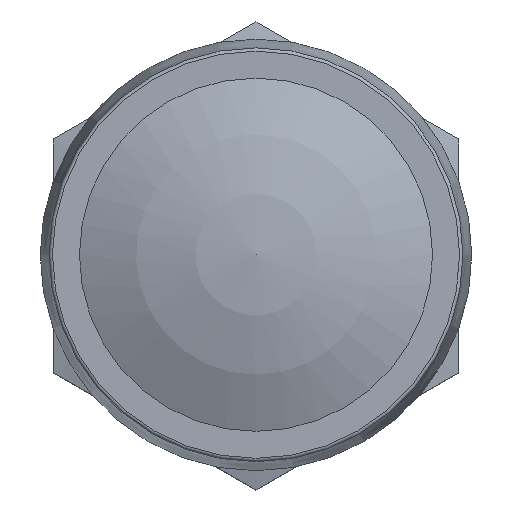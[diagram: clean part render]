
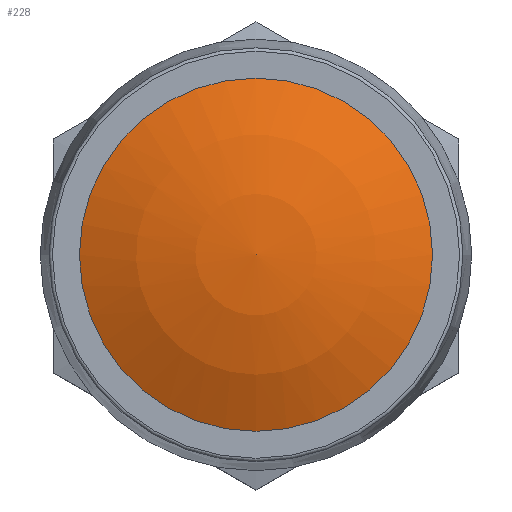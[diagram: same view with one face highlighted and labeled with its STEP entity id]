
A CAD part, top view. The second image highlights one B-rep face of the part: STEP entity #228.
In plain terms, the highlighted spherical face has radius 30 mm.
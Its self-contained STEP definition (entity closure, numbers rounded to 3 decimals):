
#228 = ADVANCED_FACE( '', ( #519 ), #520, .T. );
#519 = FACE_OUTER_BOUND( '', #858, .T. );
#520 = SPHERICAL_SURFACE( '', #859, 30. );
#858 = EDGE_LOOP( '', ( #1375 ) );
#859 = AXIS2_PLACEMENT_3D( '', #1376, #1377, #1378 );
#1375 = ORIENTED_EDGE( '', *, *, #1613, .T. );
#1376 = CARTESIAN_POINT( '', ( 0., 0., -2. ) );
#1377 = DIRECTION( '', ( 0., 0., 1. ) );
#1378 = DIRECTION( '', ( 0., 1., 0. ) );
#1613 = EDGE_CURVE( '', #1851, #1851, #1852, .T. );
#1851 = VERTEX_POINT( '', #2189 );
#1852 = CIRCLE( '', #2190, 13.077 );
#2189 = CARTESIAN_POINT( '', ( 13.077, 0., 25. ) );
#2190 = AXIS2_PLACEMENT_3D( '', #2712, #2713, #2714 );
#2712 = CARTESIAN_POINT( '', ( 0., 0., 25. ) );
#2713 = DIRECTION( '', ( 0., 0., 1. ) );
#2714 = DIRECTION( '', ( 1., 0., 0. ) );
